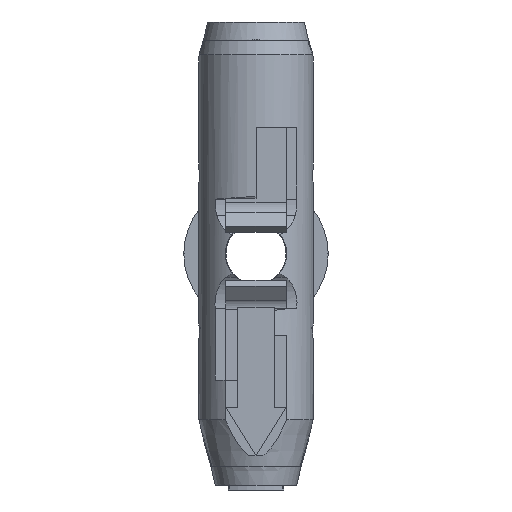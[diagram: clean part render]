
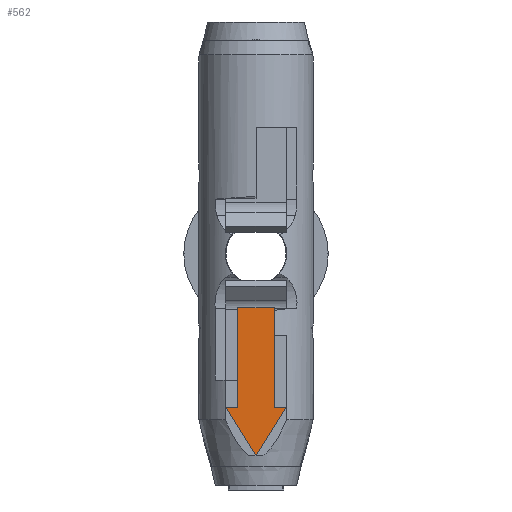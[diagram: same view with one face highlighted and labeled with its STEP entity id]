
A CAD part, front view. The second image highlights one B-rep face of the part: STEP entity #562.
In plain terms, the highlighted planar face has unit normal (0, -1, 0).
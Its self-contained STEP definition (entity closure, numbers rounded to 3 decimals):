
#562=ADVANCED_FACE('',(#1465),#1466,.F.);
#1465=FACE_OUTER_BOUND('',#2709,.T.);
#1466=PLANE('',#2710);
#2709=EDGE_LOOP('',(#4315,#4316,#4317,#4318,#4319,#4320,#4321));
#2710=AXIS2_PLACEMENT_3D('',#4322,#4323,#4324);
#4315=ORIENTED_EDGE('',*,*,#7999,.F.);
#4316=ORIENTED_EDGE('',*,*,#8000,.F.);
#4317=ORIENTED_EDGE('',*,*,#8001,.F.);
#4318=ORIENTED_EDGE('',*,*,#8002,.F.);
#4319=ORIENTED_EDGE('',*,*,#8003,.F.);
#4320=ORIENTED_EDGE('',*,*,#8004,.F.);
#4321=ORIENTED_EDGE('',*,*,#8005,.F.);
#4322=CARTESIAN_POINT('',(0.,-7.162,-10.536));
#4323=DIRECTION('',(-0.0,1.0,0.0));
#4324=DIRECTION('',(1.0,0.0,0.0));
#7999=EDGE_CURVE('',#9742,#9743,#9744,.T.);
#8000=EDGE_CURVE('',#9745,#9742,#9746,.T.);
#8001=EDGE_CURVE('',#9747,#9745,#9748,.T.);
#8002=EDGE_CURVE('',#9749,#9747,#9750,.T.);
#8003=EDGE_CURVE('',#9751,#9749,#9752,.T.);
#8004=EDGE_CURVE('',#9753,#9751,#9754,.T.);
#8005=EDGE_CURVE('',#9743,#9753,#9755,.T.);
#9742=VERTEX_POINT('',#12858);
#9743=VERTEX_POINT('',#12859);
#9744=LINE('',#12860,#12861);
#9745=VERTEX_POINT('',#12862);
#9746=LINE('',#12863,#12864);
#9747=VERTEX_POINT('',#12865);
#9748=LINE('',#12866,#12867);
#9749=VERTEX_POINT('',#12868);
#9750=LINE('',#12869,#12870);
#9751=VERTEX_POINT('',#12871);
#9752=LINE('',#12872,#12873);
#9753=VERTEX_POINT('',#12874);
#9754=LINE('',#12875,#12876);
#9755=LINE('',#12877,#12878);
#12858=CARTESIAN_POINT('',(-2.5,-7.162,-12.95));
#12859=CARTESIAN_POINT('',(-1.5,-7.162,-12.95));
#12860=CARTESIAN_POINT('',(-2.5,-7.162,-12.95));
#12861=VECTOR('',#16556,1.0);
#12862=CARTESIAN_POINT('',(0.0,-7.162,-16.95));
#12863=CARTESIAN_POINT('',(0.0,-7.162,-16.95));
#12864=VECTOR('',#16557,1.0);
#12865=CARTESIAN_POINT('',(2.5,-7.162,-12.95));
#12866=CARTESIAN_POINT('',(2.5,-7.162,-12.95));
#12867=VECTOR('',#16558,1.0);
#12868=CARTESIAN_POINT('',(1.5,-7.162,-12.95));
#12869=CARTESIAN_POINT('',(1.5,-7.162,-12.95));
#12870=VECTOR('',#16559,1.0);
#12871=CARTESIAN_POINT('',(1.5,-7.162,-4.65));
#12872=CARTESIAN_POINT('',(1.5,-7.162,-4.65));
#12873=VECTOR('',#16560,1.0);
#12874=CARTESIAN_POINT('',(-1.5,-7.162,-4.65));
#12875=CARTESIAN_POINT('',(-1.5,-7.162,-4.65));
#12876=VECTOR('',#16561,1.0);
#12877=CARTESIAN_POINT('',(-1.5,-7.162,-12.95));
#12878=VECTOR('',#16562,1.0);
#16556=DIRECTION('',(1.0,0.0,0.0));
#16557=DIRECTION('',(-0.53,0.0,0.848));
#16558=DIRECTION('',(-0.53,0.0,-0.848));
#16559=DIRECTION('',(1.0,0.0,0.0));
#16560=DIRECTION('',(0.0,0.0,-1.0));
#16561=DIRECTION('',(1.0,0.0,0.0));
#16562=DIRECTION('',(0.0,0.0,1.0));
